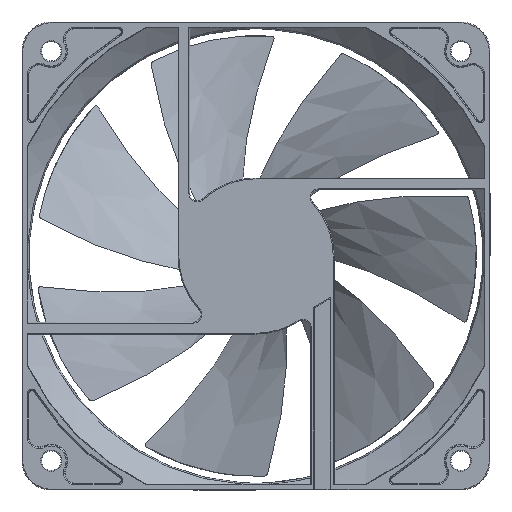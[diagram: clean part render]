
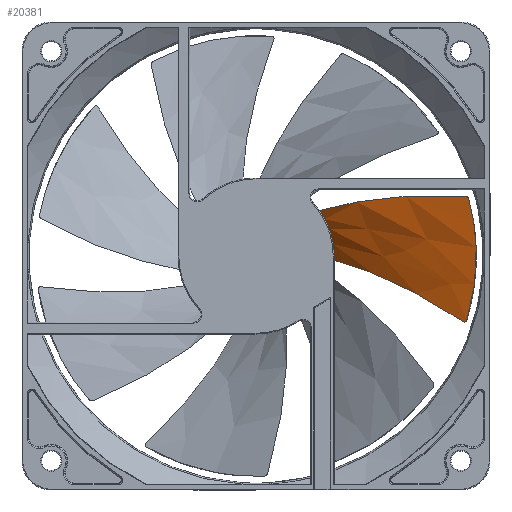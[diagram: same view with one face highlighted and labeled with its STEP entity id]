
A CAD part, front view. The second image highlights one B-rep face of the part: STEP entity #20381.
In plain terms, the highlighted free-form (B-spline) face has degree [3, 3] with [4, 4] control points.
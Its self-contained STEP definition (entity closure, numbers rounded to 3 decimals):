
#462 = ORIENTED_EDGE ( 'NONE', *, *, #24389, .F. ) ;
#601 = B_SPLINE_CURVE_WITH_KNOTS ( 'NONE', 3,
 ( #22251, #8567, #24236, #12507 ),
 .UNSPECIFIED., .F., .F.,
 ( 4, 4 ),
 ( 0.15, 0.977 ),
 .UNSPECIFIED. ) ;
#1234 = CARTESIAN_POINT ( 'NONE',  ( 15., 0.5, 5.794 ) ) ;
#1391 = CARTESIAN_POINT ( 'NONE',  ( 56.326, 0.782, -4.431 ) ) ;
#1398 = CARTESIAN_POINT ( 'NONE',  ( 57., 10.835, -38.18 ) ) ;
#1445 = CARTESIAN_POINT ( 'NONE',  ( 45.46, 12.21, -33.551 ) ) ;
#1580 = CARTESIAN_POINT ( 'NONE',  ( 20.004, 6.107, -0.42 ) ) ;
#2043 = VERTEX_POINT ( 'NONE', #25176 ) ;
#2384 = B_SPLINE_SURFACE_WITH_KNOTS ( 'NONE', 3, 3, ( 
 ( #1234, #16824, #5236, #18896 ),
 ( #7207, #20873, #9165, #22853 ),
 ( #11128, #24829, #13082, #1398 ),
 ( #15032, #3352, #17000, #5317 ) ),
 .UNSPECIFIED., .F., .F., .F.,
 ( 4, 4 ),
 ( 4, 4 ),
 ( 0., 1. ),
 ( 0., 1. ),
 .UNSPECIFIED. ) ;
#2894 = CARTESIAN_POINT ( 'NONE',  ( 44.483, 12.516, -33.553 ) ) ;
#2905 = CARTESIAN_POINT ( 'NONE',  ( 44.483, 12.516, -33.553 ) ) ;
#3109 = B_SPLINE_CURVE_WITH_KNOTS ( 'NONE', 3,
 ( #7388, #17092, #9337, #23024, #11311, #25009, #13252, #1580, #15217, #3529, #17169, #5507, #19159, #7465 ),
 .UNSPECIFIED., .F., .F.,
 ( 4, 2, 2, 2, 2, 2, 4 ),
 ( 0., 0.005, 0.007, 0.009, 0.011, 0.014, 0.018 ),
 .UNSPECIFIED. ) ;
#3264 = CARTESIAN_POINT ( 'NONE',  ( 48.424, 10.28, -29.229 ) ) ;
#3352 = CARTESIAN_POINT ( 'NONE',  ( 25.879, 12.425, -10.452 ) ) ;
#3529 = CARTESIAN_POINT ( 'NONE',  ( 19.967, 4.61, 1.278 ) ) ;
#4003 = CARTESIAN_POINT ( 'NONE',  ( 55.721, 0.505, -3.432 ) ) ;
#4610 = ORIENTED_EDGE ( 'NONE', *, *, #14910, .F. ) ;
#5082 = CARTESIAN_POINT ( 'NONE',  ( 45.171, 12.352, -33.771 ) ) ;
#5229 = CARTESIAN_POINT ( 'NONE',  ( 50.892, 8.408, -24.576 ) ) ;
#5236 = CARTESIAN_POINT ( 'NONE',  ( 38.459, 0.569, 4.147 ) ) ;
#5317 = CARTESIAN_POINT ( 'NONE',  ( 57., 12.5, -55.963 ) ) ;
#5507 = CARTESIAN_POINT ( 'NONE',  ( 19.724, 2.595, 3.494 ) ) ;
#7060 = CARTESIAN_POINT ( 'NONE',  ( 44.892, 12.445, -33.8 ) ) ;
#7119 = CARTESIAN_POINT ( 'NONE',  ( 45.46, 12.21, -33.551 ) ) ;
#7198 = CARTESIAN_POINT ( 'NONE',  ( 52.484, 7.019, -20.962 ) ) ;
#7207 = CARTESIAN_POINT ( 'NONE',  ( 15., 4.895, 2.362 ) ) ;
#7264 = EDGE_CURVE ( 'NONE', #10444, #8124, #601, .T. ) ;
#7388 = CARTESIAN_POINT ( 'NONE',  ( 18.47, 12.484, -7.673 ) ) ;
#7465 = CARTESIAN_POINT ( 'NONE',  ( 19.199, 0.504, 5.602 ) ) ;
#7792 = EDGE_LOOP ( 'NONE', ( #462, #9629, #20453, #14281, #23116, #4610 ) ) ;
#7963 = CARTESIAN_POINT ( 'NONE',  ( 56.297, 0.634, -4.025 ) ) ;
#8124 = VERTEX_POINT ( 'NONE', #4003 ) ;
#8567 = CARTESIAN_POINT ( 'NONE',  ( 27.716, 0.517, 5.027 ) ) ;
#8999 = CARTESIAN_POINT ( 'NONE',  ( 44.621, 12.506, -33.697 ) ) ;
#9159 = CARTESIAN_POINT ( 'NONE',  ( 53.818, 5.625, -17.251 ) ) ;
#9165 = CARTESIAN_POINT ( 'NONE',  ( 42.335, 6.236, -8.503 ) ) ;
#9337 = CARTESIAN_POINT ( 'NONE',  ( 19.261, 10.534, -5.509 ) ) ;
#9629 = ORIENTED_EDGE ( 'NONE', *, *, #15944, .T. ) ;
#9923 = CARTESIAN_POINT ( 'NONE',  ( 56.326, 0.782, -4.431 ) ) ;
#10444 = VERTEX_POINT ( 'NONE', #15230 ) ;
#10927 = EDGE_CURVE ( 'NONE', #8124, #2043, #25281, .T. ) ;
#10979 = CARTESIAN_POINT ( 'NONE',  ( 44.483, 12.516, -33.553 ) ) ;
#11120 = CARTESIAN_POINT ( 'NONE',  ( 54.891, 4.209, -13.452 ) ) ;
#11128 = CARTESIAN_POINT ( 'NONE',  ( 15., 8.917, -1.522 ) ) ;
#11311 = CARTESIAN_POINT ( 'NONE',  ( 19.741, 8.572, -3.261 ) ) ;
#11795 = CARTESIAN_POINT ( 'NONE',  ( 55.721, 0.505, -3.432 ) ) ;
#12507 = CARTESIAN_POINT ( 'NONE',  ( 55.721, 0.505, -3.432 ) ) ;
#12728 = CARTESIAN_POINT ( 'NONE',  ( 18.47, 12.484, -7.673 ) ) ;
#13074 = CARTESIAN_POINT ( 'NONE',  ( 56.121, 1.794, -7.032 ) ) ;
#13080 = B_SPLINE_CURVE_WITH_KNOTS ( 'NONE', 3,
 ( #2905, #22472, #24463, #12728 ),
 .UNSPECIFIED., .F., .F.,
 ( 4, 4 ),
 ( 0.355, 0.904 ),
 .UNSPECIFIED. ) ;
#13082 = CARTESIAN_POINT ( 'NONE',  ( 46.212, 10.27, -21.815 ) ) ;
#13237 = B_SPLINE_CURVE_WITH_KNOTS ( 'NONE', 3,
 ( #7119, #22757, #3264, #16898, #5229, #18892, #7198, #20866, #9159, #22848, #11120, #24823, #13074, #1391 ),
 .UNSPECIFIED., .F., .F.,
 ( 4, 2, 2, 2, 2, 2, 4 ),
 ( 0., 0.008, 0.013, 0.017, 0.021, 0.025, 0.033 ),
 .UNSPECIFIED. ) ;
#13252 = CARTESIAN_POINT ( 'NONE',  ( 19.947, 7.097, -1.558 ) ) ;
#14072 = VERTEX_POINT ( 'NONE', #23639 ) ;
#14281 = ORIENTED_EDGE ( 'NONE', *, *, #7264, .F. ) ;
#14799 = CARTESIAN_POINT ( 'NONE',  ( 45.46, 12.21, -33.551 ) ) ;
#14910 = EDGE_CURVE ( 'NONE', #17688, #14072, #13080, .T. ) ;
#15032 = CARTESIAN_POINT ( 'NONE',  ( 15., 12.5, -5.794 ) ) ;
#15217 = CARTESIAN_POINT ( 'NONE',  ( 20.007, 5.608, 0.15 ) ) ;
#15230 = CARTESIAN_POINT ( 'NONE',  ( 19.199, 0.504, 5.602 ) ) ;
#15944 = EDGE_CURVE ( 'NONE', #25288, #2043, #13237, .T. ) ;
#16757 = CARTESIAN_POINT ( 'NONE',  ( 45.333, 12.281, -33.686 ) ) ;
#16824 = CARTESIAN_POINT ( 'NONE',  ( 23.342, 0.5, 5.596 ) ) ;
#16898 = CARTESIAN_POINT ( 'NONE',  ( 50.303, 8.874, -25.759 ) ) ;
#17000 = CARTESIAN_POINT ( 'NONE',  ( 50.088, 12.578, -35.458 ) ) ;
#17092 = CARTESIAN_POINT ( 'NONE',  ( 18.912, 11.507, -6.607 ) ) ;
#17169 = CARTESIAN_POINT ( 'NONE',  ( 19.923, 4.109, 1.837 ) ) ;
#17688 = VERTEX_POINT ( 'NONE', #2894 ) ;
#18724 = CARTESIAN_POINT ( 'NONE',  ( 45.079, 12.386, -33.796 ) ) ;
#18892 = CARTESIAN_POINT ( 'NONE',  ( 51.982, 7.481, -22.178 ) ) ;
#18896 = CARTESIAN_POINT ( 'NONE',  ( 57., 0.5, -3.985 ) ) ;
#19159 = CARTESIAN_POINT ( 'NONE',  ( 19.5, 1.569, 4.571 ) ) ;
#19662 = CARTESIAN_POINT ( 'NONE',  ( 56.084, 0.533, -3.664 ) ) ;
#20381 = ADVANCED_FACE ( 'NONE', ( #21563 ), #2384, .T. ) ;
#20453 = ORIENTED_EDGE ( 'NONE', *, *, #10927, .F. ) ;
#20715 = CARTESIAN_POINT ( 'NONE',  ( 44.796, 12.471, -33.78 ) ) ;
#20866 = CARTESIAN_POINT ( 'NONE',  ( 53.402, 6.091, -18.499 ) ) ;
#20873 = CARTESIAN_POINT ( 'NONE',  ( 24.188, 5.504, 0.738 ) ) ;
#21563 = FACE_OUTER_BOUND ( 'NONE', #7792, .T. ) ;
#21651 = CARTESIAN_POINT ( 'NONE',  ( 56.342, 0.704, -4.23 ) ) ;
#22251 = CARTESIAN_POINT ( 'NONE',  ( 19.199, 0.504, 5.602 ) ) ;
#22472 = CARTESIAN_POINT ( 'NONE',  ( 36.061, 12.5, -22.251 ) ) ;
#22698 = CARTESIAN_POINT ( 'NONE',  ( 44.543, 12.516, -33.633 ) ) ;
#22757 = CARTESIAN_POINT ( 'NONE',  ( 47.017, 11.231, -31.441 ) ) ;
#22848 = CARTESIAN_POINT ( 'NONE',  ( 54.563, 4.684, -14.727 ) ) ;
#22853 = CARTESIAN_POINT ( 'NONE',  ( 57., 6.799, -20.698 ) ) ;
#23024 = CARTESIAN_POINT ( 'NONE',  ( 19.639, 9.063, -3.827 ) ) ;
#23116 = ORIENTED_EDGE ( 'NONE', *, *, #24458, .F. ) ;
#23527 = CARTESIAN_POINT ( 'NONE',  ( 55.92, 0.504, -3.517 ) ) ;
#23639 = CARTESIAN_POINT ( 'NONE',  ( 18.47, 12.484, -7.673 ) ) ;
#24236 = CARTESIAN_POINT ( 'NONE',  ( 40.521, 0.556, 3.039 ) ) ;
#24389 = EDGE_CURVE ( 'NONE', #25288, #17688, #24586, .T. ) ;
#24458 = EDGE_CURVE ( 'NONE', #14072, #10444, #3109, .T. ) ;
#24463 = CARTESIAN_POINT ( 'NONE',  ( 25.697, 12.464, -12.25 ) ) ;
#24586 = B_SPLINE_CURVE_WITH_KNOTS ( 'NONE', 3,
 ( #14799, #24588, #16757, #5082, #18724, #7060, #20715, #8999, #22698, #10979 ),
 .UNSPECIFIED., .F., .F.,
 ( 4, 2, 2, 2, 4 ),
 ( 0., 0., 0.001, 0.001, 0.001 ),
 .UNSPECIFIED. ) ;
#24588 = CARTESIAN_POINT ( 'NONE',  ( 45.404, 12.245, -33.626 ) ) ;
#24823 = CARTESIAN_POINT ( 'NONE',  ( 55.738, 2.772, -9.614 ) ) ;
#24829 = CARTESIAN_POINT ( 'NONE',  ( 25.034, 9.506, -4.677 ) ) ;
#25009 = CARTESIAN_POINT ( 'NONE',  ( 19.895, 7.589, -2.127 ) ) ;
#25176 = CARTESIAN_POINT ( 'NONE',  ( 56.326, 0.782, -4.431 ) ) ;
#25281 = B_SPLINE_CURVE_WITH_KNOTS ( 'NONE', 3,
 ( #11795, #23527, #19662, #7963, #21651, #9923 ),
 .UNSPECIFIED., .F., .F.,
 ( 4, 2, 4 ),
 ( 0., 0.001, 0.001 ),
 .UNSPECIFIED. ) ;
#25288 = VERTEX_POINT ( 'NONE', #1445 ) ;
